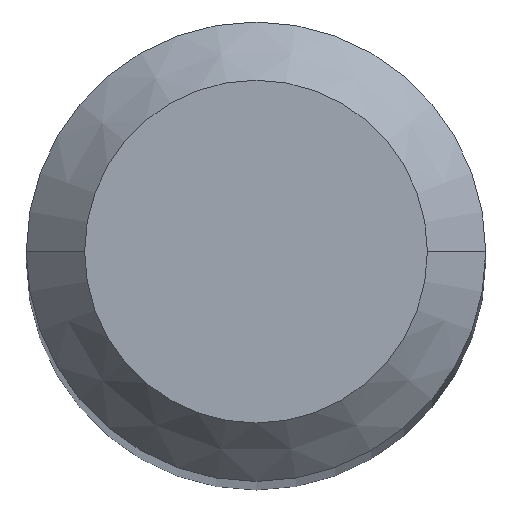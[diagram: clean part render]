
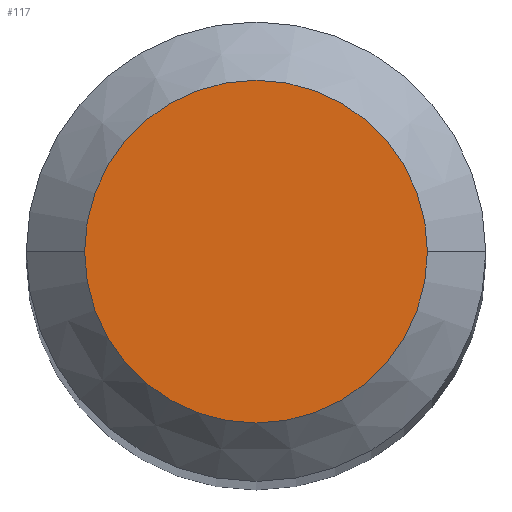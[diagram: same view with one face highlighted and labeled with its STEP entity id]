
A CAD part, top view. The second image highlights one B-rep face of the part: STEP entity #117.
In plain terms, the highlighted planar face has unit normal (0, 0, 1).
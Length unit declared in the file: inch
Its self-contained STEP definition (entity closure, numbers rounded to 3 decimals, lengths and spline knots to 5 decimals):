
#33 = FACE_OUTER_BOUND ( 'NONE', #271, .T. ) ;
#51 = DIRECTION ( 'NONE',  ( 0., 0., 1. ) ) ;
#67 = VERTEX_POINT ( 'NONE', #213 ) ;
#84 = ORIENTED_EDGE ( 'NONE', *, *, #105, .T. ) ;
#87 = DIRECTION ( 'NONE',  ( 1., 0., 0. ) ) ;
#105 = EDGE_CURVE ( 'NONE', #67, #205, #266, .T. ) ;
#113 = DIRECTION ( 'NONE',  ( 0., 0., 1. ) ) ;
#117 = ADVANCED_FACE ( 'NONE', ( #33 ), #156, .T. ) ;
#123 = ORIENTED_EDGE ( 'NONE', *, *, #212, .T. ) ;
#128 = DIRECTION ( 'NONE',  ( 0., 0., 1. ) ) ;
#156 = PLANE ( 'NONE',  #200 ) ;
#183 = CARTESIAN_POINT ( 'NONE',  ( 0., 0., 1.49606 ) ) ;
#200 = AXIS2_PLACEMENT_3D ( 'NONE', #183, #51, #309 ) ;
#205 = VERTEX_POINT ( 'NONE', #246 ) ;
#212 = EDGE_CURVE ( 'NONE', #205, #67, #218, .T. ) ;
#213 = CARTESIAN_POINT ( 'NONE',  ( 0.04405, 0., 1.49606 ) ) ;
#218 = CIRCLE ( 'NONE', #267, 0.04405 ) ;
#246 = CARTESIAN_POINT ( 'NONE',  ( -0.04405, 0., 1.49606 ) ) ;
#263 = CARTESIAN_POINT ( 'NONE',  ( 0., 0., 1.49606 ) ) ;
#266 = CIRCLE ( 'NONE', #294, 0.04405 ) ;
#267 = AXIS2_PLACEMENT_3D ( 'NONE', #293, #113, #87 ) ;
#271 = EDGE_LOOP ( 'NONE', ( #123, #84 ) ) ;
#293 = CARTESIAN_POINT ( 'NONE',  ( 0., 0., 1.49606 ) ) ;
#294 = AXIS2_PLACEMENT_3D ( 'NONE', #263, #128, #310 ) ;
#309 = DIRECTION ( 'NONE',  ( 1., 0., 0. ) ) ;
#310 = DIRECTION ( 'NONE',  ( 1., 0., 0. ) ) ;
